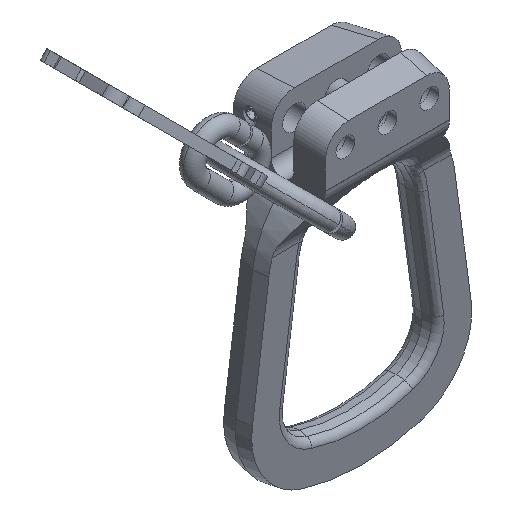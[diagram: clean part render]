
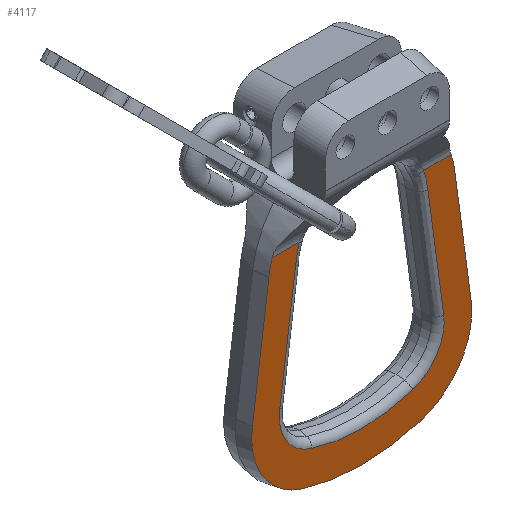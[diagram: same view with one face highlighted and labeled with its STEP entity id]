
A CAD part, isometric view. The second image highlights one B-rep face of the part: STEP entity #4117.
In plain terms, the highlighted planar face has unit normal (0, -1, 0).
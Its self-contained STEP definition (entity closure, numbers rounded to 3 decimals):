
#406=CARTESIAN_POINT('',(-19.133,-3.,39.411));
#412=CARTESIAN_POINT('',(19.133,-3.,39.411));
#459=DIRECTION('',(0.136,0.,0.991));
#460=VECTOR('',#459,26.115);
#461=CARTESIAN_POINT('',(-23.381,-3.,10.342));
#462=LINE('',#461,#460);
#467=DIRECTION('',(-1.,0.,0.));
#468=VECTOR('',#467,5.893);
#469=CARTESIAN_POINT('',(19.133,-3.,39.411));
#470=LINE('',#469,#468);
#471=CARTESIAN_POINT('',(0.,-3.,33.5));
#472=DIRECTION('',(0.,1.,0.));
#473=DIRECTION('',(0.955,0.,0.295));
#474=AXIS2_PLACEMENT_3D('',#471,#472,#473);
#476=CARTESIAN_POINT('',(8.,-3.,8.236));
#477=DIRECTION('',(0.,1.,0.));
#478=DIRECTION('',(0.991,0.,0.136));
#479=AXIS2_PLACEMENT_3D('',#476,#477,#478);
#481=CARTESIAN_POINT('',(0.,-3.,33.5));
#482=DIRECTION('',(0.,1.,0.));
#483=DIRECTION('',(0.302,0.,-0.953));
#484=AXIS2_PLACEMENT_3D('',#481,#482,#483);
#486=CARTESIAN_POINT('',(-8.,-3.,8.236));
#487=DIRECTION('',(0.,1.,0.));
#488=DIRECTION('',(-0.302,0.,-0.953));
#489=AXIS2_PLACEMENT_3D('',#486,#487,#488);
#491=CARTESIAN_POINT('',(0.,-3.,33.5));
#492=DIRECTION('',(0.,1.,0.));
#493=DIRECTION('',(-0.991,0.,0.136));
#494=AXIS2_PLACEMENT_3D('',#491,#492,#493);
#496=DIRECTION('',(-1.,0.,0.));
#497=VECTOR('',#496,5.731);
#498=CARTESIAN_POINT('',(-13.401,-3.,39.411));
#499=LINE('',#498,#497);
#500=CARTESIAN_POINT('',(-13.401,-3.,39.411));
#501=CARTESIAN_POINT('',(-13.462,-3.,39.195));
#502=CARTESIAN_POINT('',(-13.573,-3.,38.765));
#503=CARTESIAN_POINT('',(-13.714,-3.,38.107));
#504=CARTESIAN_POINT('',(-13.824,-3.,37.498));
#505=CARTESIAN_POINT('',(-13.915,-3.,36.929));
#506=CARTESIAN_POINT('',(-13.992,-3.,36.397));
#507=CARTESIAN_POINT('',(-14.061,-3.,35.899));
#508=CARTESIAN_POINT('',(-14.104,-3.,35.585));
#509=CARTESIAN_POINT('',(-14.125,-3.,35.433));
#538=CARTESIAN_POINT('',(-13.401,-3.,39.411));
#712=CARTESIAN_POINT('',(14.126,-3.,35.434));
#713=CARTESIAN_POINT('',(14.1,-3.,35.639));
#714=CARTESIAN_POINT('',(14.043,-3.,36.055));
#715=CARTESIAN_POINT('',(13.938,-3.,36.696));
#716=CARTESIAN_POINT('',(13.81,-3.,37.356));
#717=CARTESIAN_POINT('',(13.654,-3.,38.031));
#718=CARTESIAN_POINT('',(13.467,-3.,38.721));
#719=CARTESIAN_POINT('',(13.319,-3.,39.181));
#720=CARTESIAN_POINT('',(13.239,-3.,39.411));
#737=CARTESIAN_POINT('',(17.528,-3.,10.565));
#738=CARTESIAN_POINT('',(17.398,-3.,11.52));
#739=CARTESIAN_POINT('',(17.145,-3.,13.364));
#740=CARTESIAN_POINT('',(16.795,-3.,15.926));
#741=CARTESIAN_POINT('',(16.469,-3.,18.305));
#742=CARTESIAN_POINT('',(16.167,-3.,20.513));
#743=CARTESIAN_POINT('',(15.886,-3.,22.562));
#744=CARTESIAN_POINT('',(15.626,-3.,24.463));
#745=CARTESIAN_POINT('',(15.385,-3.,26.228));
#746=CARTESIAN_POINT('',(15.161,-3.,27.865));
#747=CARTESIAN_POINT('',(14.953,-3.,29.383));
#748=CARTESIAN_POINT('',(14.76,-3.,30.791));
#749=CARTESIAN_POINT('',(14.581,-3.,32.096));
#750=CARTESIAN_POINT('',(14.416,-3.,33.304));
#751=CARTESIAN_POINT('',(14.264,-3.,34.42));
#752=CARTESIAN_POINT('',(14.168,-3.,35.105));
#753=CARTESIAN_POINT('',(14.126,-3.,35.434));
#778=CARTESIAN_POINT('',(7.862,-3.,9.242));
#779=DIRECTION('',(0.,-1.,0.));
#780=DIRECTION('',(0.308,0.,-0.951));
#781=AXIS2_PLACEMENT_3D('',#778,#779,#780);
#793=CARTESIAN_POINT('',(0.,-3.,33.5));
#794=DIRECTION('',(0.,-1.,0.));
#795=DIRECTION('',(-0.308,0.,-0.951));
#796=AXIS2_PLACEMENT_3D('',#793,#794,#795);
#808=CARTESIAN_POINT('',(-7.862,-3.,9.242));
#809=DIRECTION('',(0.,-1.,0.));
#810=DIRECTION('',(-0.991,0.,0.136));
#811=AXIS2_PLACEMENT_3D('',#808,#809,#810);
#823=DIRECTION('',(-0.136,0.,-0.991));
#824=VECTOR('',#823,25.1);
#825=CARTESIAN_POINT('',(-14.125,-3.,35.433));
#826=LINE('',#825,#824);
#1668=DIRECTION('',(0.136,0.,-0.991));
#1669=VECTOR('',#1668,26.115);
#1670=CARTESIAN_POINT('',(19.84,-3.,36.216));
#1671=LINE('',#1670,#1669);
#3094=VERTEX_POINT('',#538);
#3097=VERTEX_POINT('',#509);
#3099=CARTESIAN_POINT('',(-17.528,-3.,
10.565));
#3100=VERTEX_POINT('',#3099);
#3103=CARTESIAN_POINT('',(-10.87,-3.,-0.039));
#3104=VERTEX_POINT('',#3103);
#3107=CARTESIAN_POINT('',(10.87,-3.,-0.039));
#3108=VERTEX_POINT('',#3107);
#3111=CARTESIAN_POINT('',(17.528,-3.,10.565));
#3112=VERTEX_POINT('',#3111);
#3115=VERTEX_POINT('',#753);
#3117=VERTEX_POINT('',#720);
#3647=CARTESIAN_POINT('',(12.687,-3.,-6.564));
#3648=CARTESIAN_POINT('',(-12.687,-3.,-6.564));
#3649=VERTEX_POINT('',#3647);
#3650=VERTEX_POINT('',#3648);
#3651=CARTESIAN_POINT('',(-23.381,-3.,10.342));
#3652=VERTEX_POINT('',#3651);
#3653=CARTESIAN_POINT('',(-19.84,-3.,36.216));
#3654=VERTEX_POINT('',#3653);
#3656=VERTEX_POINT('',#406);
#3657=VERTEX_POINT('',#412);
#3659=CARTESIAN_POINT('',(19.84,-3.,36.216));
#3660=VERTEX_POINT('',#3659);
#3661=CARTESIAN_POINT('',(23.381,-3.,10.342));
#3662=VERTEX_POINT('',#3661);
#4081=CARTESIAN_POINT('',(28.801,-3.,39.411));
#4082=DIRECTION('',(0.,-1.,0.));
#4083=DIRECTION('',(0.,0.,-1.));
#4084=AXIS2_PLACEMENT_3D('',#4081,#4082,#4083);
#4085=PLANE('',#4084);
#4087=ORIENTED_EDGE('',*,*,#4086,.T.);
#4089=ORIENTED_EDGE('',*,*,#4088,.T.);
#4091=ORIENTED_EDGE('',*,*,#4090,.T.);
#4093=ORIENTED_EDGE('',*,*,#4092,.T.);
#4095=ORIENTED_EDGE('',*,*,#4094,.T.);
#4097=ORIENTED_EDGE('',*,*,#4096,.T.);
#4099=ORIENTED_EDGE('',*,*,#4098,.T.);
#4101=ORIENTED_EDGE('',*,*,#4100,.F.);
#4102=ORIENTED_EDGE('',*,*,#4006,.T.);
#4104=ORIENTED_EDGE('',*,*,#4103,.T.);
#4106=ORIENTED_EDGE('',*,*,#4105,.T.);
#4108=ORIENTED_EDGE('',*,*,#4107,.T.);
#4110=ORIENTED_EDGE('',*,*,#4109,.T.);
#4111=ORIENTED_EDGE('',*,*,#4074,.T.);
#4112=ORIENTED_EDGE('',*,*,#3990,.T.);
#4114=ORIENTED_EDGE('',*,*,#4113,.F.);
#4115=EDGE_LOOP('',(#4087,#4089,#4091,#4093,#4095,#4097,#4099,#4101,#4102,#4104,
#4106,#4108,#4110,#4111,#4112,#4114));
#4116=FACE_OUTER_BOUND('',#4115,.F.);
#4117=ADVANCED_FACE('',(#4116),#4085,.T.);
#475=CIRCLE('',#474,20.025);
#480=CIRCLE('',#479,15.525);
#485=CIRCLE('',#484,42.025);
#490=CIRCLE('',#489,15.525);
#495=CIRCLE('',#494,20.025);
#510=B_SPLINE_CURVE_WITH_KNOTS('',3,(#500,#501,#502,#503,#504,#505,#506,#507,
#508,#509),.UNSPECIFIED.,.F.,.F.,(4,1,1,1,1,1,1,4),(0.,0.143,
0.286,0.429,0.571,0.714,
0.857,1.),.UNSPECIFIED.);
#721=B_SPLINE_CURVE_WITH_KNOTS('',3,(#712,#713,#714,#715,#716,#717,#718,#719,
#720),.UNSPECIFIED.,.F.,.F.,(4,1,1,1,1,1,4),(0.,0.167,
0.333,0.5,0.667,0.833,1.),
.UNSPECIFIED.);
#754=B_SPLINE_CURVE_WITH_KNOTS('',3,(#737,#738,#739,#740,#741,#742,#743,#744,
#745,#746,#747,#748,#749,#750,#751,#752,#753),.UNSPECIFIED.,.F.,.F.,(4,1,1,1,1,
1,1,1,1,1,1,1,1,1,4),(0.,0.071,0.143,
0.214,0.286,0.357,0.429,0.5,
0.571,0.643,0.714,0.786,
0.857,0.929,1.),.UNSPECIFIED.);
#782=CIRCLE('',#781,9.756);
#797=CIRCLE('',#796,35.256);
#812=CIRCLE('',#811,9.756);
#3990=EDGE_CURVE('',#3654,#3656,#495,.T.);
#4006=EDGE_CURVE('',#3657,#3660,#475,.T.);
#4074=EDGE_CURVE('',#3652,#3654,#462,.T.);
#4086=EDGE_CURVE('',#3094,#3097,#510,.T.);
#4088=EDGE_CURVE('',#3097,#3100,#826,.T.);
#4090=EDGE_CURVE('',#3100,#3104,#812,.T.);
#4092=EDGE_CURVE('',#3104,#3108,#797,.T.);
#4094=EDGE_CURVE('',#3108,#3112,#782,.T.);
#4096=EDGE_CURVE('',#3112,#3115,#754,.T.);
#4098=EDGE_CURVE('',#3115,#3117,#721,.T.);
#4100=EDGE_CURVE('',#3657,#3117,#470,.T.);
#4103=EDGE_CURVE('',#3660,#3662,#1671,.T.);
#4105=EDGE_CURVE('',#3662,#3649,#480,.T.);
#4107=EDGE_CURVE('',#3649,#3650,#485,.T.);
#4109=EDGE_CURVE('',#3650,#3652,#490,.T.);
#4113=EDGE_CURVE('',#3094,#3656,#499,.T.);
